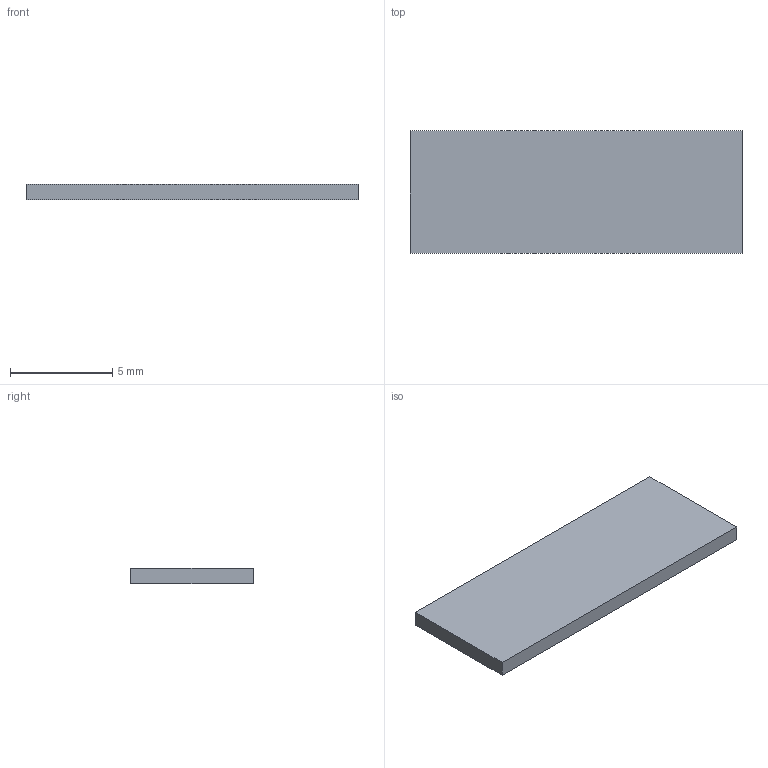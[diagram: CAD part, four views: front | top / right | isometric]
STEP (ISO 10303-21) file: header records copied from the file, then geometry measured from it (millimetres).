
FILE_DESCRIPTION(('FreeCAD Model'),'2;1');
FILE_NAME('Open CASCADE Shape Model','2024-10-15T12:54:02',('Author'),( ''),'Open CASCADE STEP processor 7.6','FreeCAD','Unknown');
FILE_SCHEMA(('AUTOMOTIVE_DESIGN { 1 0 10303 214 1 1 1 1 }'));
Length unit declared in the file: millimetre
Products named in the file (2): 1oZu-FPC1; FPC-SMD_P0.50-24P_FGS-XJ-H2.0
Assembly tree (1 placements, depth 2):
  1oZu-FPC1
    FPC-SMD_P0.50-24P_FGS-XJ-H2.0
Bounding box: 16.2 x 6 x 0.76 mm (x, y, z)
Volume: 74.1 mm3; surface area: 228.2 mm2
Topology: 1 solids, 1 shells, 6 faces, 12 edges, 8 vertices
Faces by surface type: bspline 6
Entity records: 184 total; most frequent: CARTESIAN_POINT 58, ORIENTED_EDGE 24, EDGE_CURVE 12, B_SPLINE_CURVE_WITH_KNOTS 12, VERTEX_POINT 8, ADVANCED_FACE 6, FACE_BOUND 6, EDGE_LOOP 6
